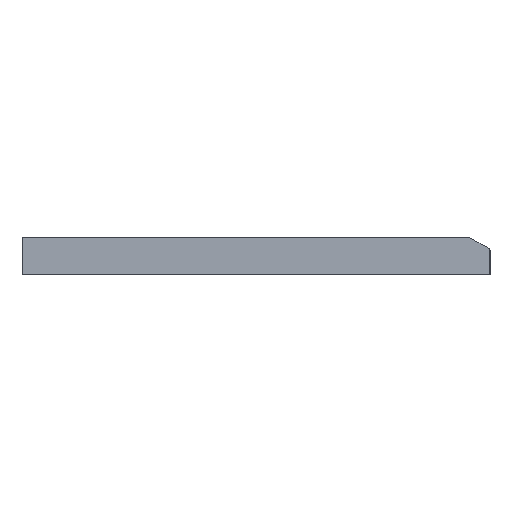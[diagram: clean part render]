
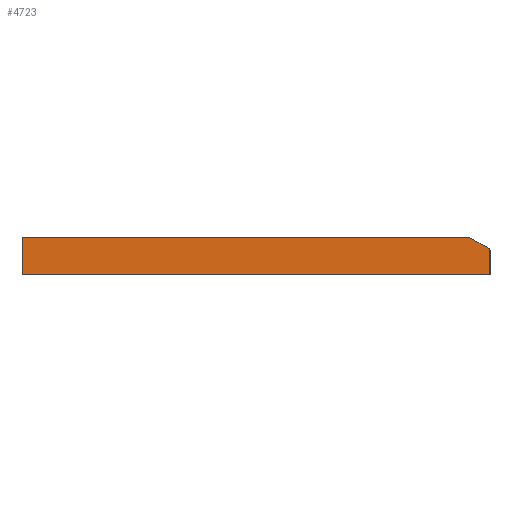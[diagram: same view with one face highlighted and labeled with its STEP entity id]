
A CAD part, left-side view. The second image highlights one B-rep face of the part: STEP entity #4723.
In plain terms, the highlighted planar face has unit normal (-1, 0, 0).
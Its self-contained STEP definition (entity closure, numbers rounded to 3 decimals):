
#309=CIRCLE('',#5190,0.5);
#310=CIRCLE('',#5192,0.5);
#564=FACE_OUTER_BOUND('',#854,.T.);
#854=EDGE_LOOP('',(#4073,#4074,#4075,#4076,#4077,#4078,#4079));
#1002=LINE('',#6892,#1482);
#1218=LINE('',#7490,#1698);
#1339=LINE('',#7905,#1819);
#1340=LINE('',#7907,#1820);
#1341=LINE('',#7908,#1821);
#1482=VECTOR('',#5412,10.);
#1698=VECTOR('',#5982,10.);
#1819=VECTOR('',#6457,10.);
#1820=VECTOR('',#6460,10.);
#1821=VECTOR('',#6461,10.);
#1962=VERTEX_POINT('',#6889);
#1963=VERTEX_POINT('',#6891);
#2167=VERTEX_POINT('',#7487);
#2168=VERTEX_POINT('',#7489);
#2283=VERTEX_POINT('',#7898);
#2284=VERTEX_POINT('',#7900);
#2285=VERTEX_POINT('',#7904);
#2404=EDGE_CURVE('',#1962,#1963,#1002,.T.);
#2710=EDGE_CURVE('',#2167,#2168,#1218,.T.);
#2914=EDGE_CURVE('',#2283,#2284,#309,.T.);
#2916=EDGE_CURVE('',#2285,#2283,#1339,.T.);
#2917=EDGE_CURVE('',#1963,#2285,#310,.T.);
#2918=EDGE_CURVE('',#2168,#1962,#1340,.T.);
#2919=EDGE_CURVE('',#2167,#2284,#1341,.F.);
#4073=ORIENTED_EDGE('',*,*,#2914,.F.);
#4074=ORIENTED_EDGE('',*,*,#2916,.F.);
#4075=ORIENTED_EDGE('',*,*,#2917,.F.);
#4076=ORIENTED_EDGE('',*,*,#2404,.F.);
#4077=ORIENTED_EDGE('',*,*,#2918,.F.);
#4078=ORIENTED_EDGE('',*,*,#2710,.F.);
#4079=ORIENTED_EDGE('',*,*,#2919,.T.);
#4489=PLANE('',#5191);
#4723=ADVANCED_FACE('',(#564),#4489,.T.);
#5190=AXIS2_PLACEMENT_3D('',#7901,#6452,#6453);
#5191=AXIS2_PLACEMENT_3D('',#7903,#6455,#6456);
#5192=AXIS2_PLACEMENT_3D('',#7906,#6458,#6459);
#5412=DIRECTION('',(0.,-1.,0.));
#5982=DIRECTION('',(0.,1.,0.));
#6452=DIRECTION('center_axis',(1.,0.,0.));
#6453=DIRECTION('ref_axis',(0.,-0.866,0.5));
#6455=DIRECTION('center_axis',(-1.,0.,0.));
#6456=DIRECTION('ref_axis',(0.,-1.,0.));
#6457=DIRECTION('',(0.,-0.866,-0.5));
#6458=DIRECTION('center_axis',(1.,0.,0.));
#6459=DIRECTION('ref_axis',(0.,-0.259,0.966));
#6460=DIRECTION('',(0.,0.,1.));
#6461=DIRECTION('',(0.,0.,-1.));
#6889=CARTESIAN_POINT('',(24.269,-23.738,14.1));
#6891=CARTESIAN_POINT('',(24.269,-154.366,14.1));
#6892=CARTESIAN_POINT('',(24.269,-92.869,14.1));
#7487=CARTESIAN_POINT('',(24.269,-160.5,3.2));
#7489=CARTESIAN_POINT('',(24.269,-23.738,3.2));
#7490=CARTESIAN_POINT('',(24.269,-92.869,3.2));
#7898=CARTESIAN_POINT('',(24.269,-160.25,10.78));
#7900=CARTESIAN_POINT('',(24.269,-160.5,10.347));
#7901=CARTESIAN_POINT('Origin',(24.269,-160.,10.347));
#7903=CARTESIAN_POINT('Origin',(24.269,-23.238,6.6));
#7904=CARTESIAN_POINT('',(24.269,-154.616,14.033));
#7905=CARTESIAN_POINT('',(24.269,-108.151,40.86));
#7906=CARTESIAN_POINT('Origin',(24.269,-154.366,13.6));
#7907=CARTESIAN_POINT('',(24.269,-23.738,6.6));
#7908=CARTESIAN_POINT('',(24.269,-160.5,6.6));
